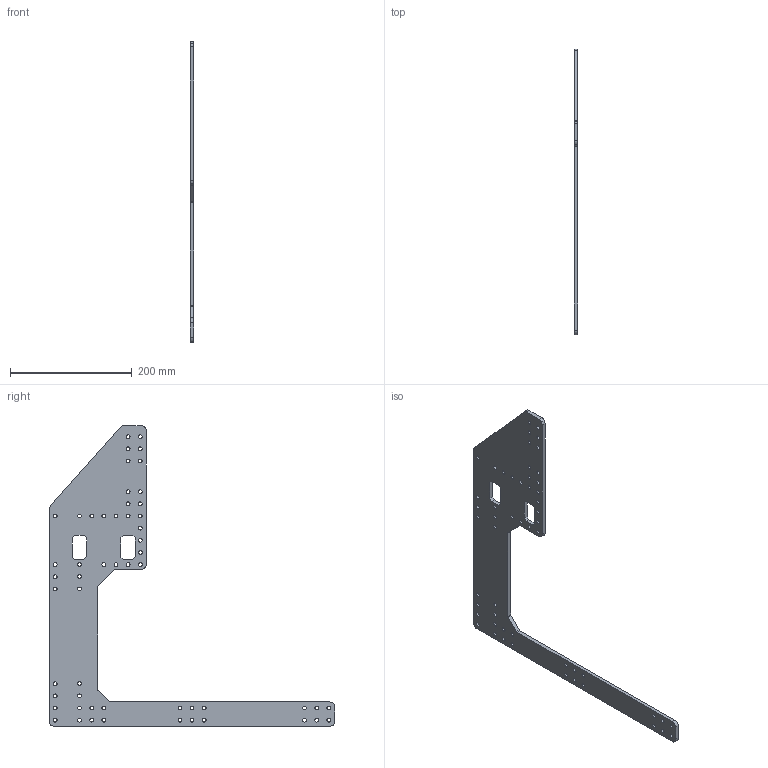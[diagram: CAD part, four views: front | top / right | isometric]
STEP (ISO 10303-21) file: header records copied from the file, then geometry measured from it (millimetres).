
FILE_DESCRIPTION(('HOOPS Exchange Step'),'2;1');
FILE_NAME('temp_export','2024-11-13T10:09:00-05:00',('mikearmstrong'),('Shapr3D Limited'),'HOOPS Exchange 2024.6','Shapr3D','Authorized');
FILE_SCHEMA( ('AP242_MANAGED_MODEL_BASED_3D_ENGINEERING_MIM_LF {1 0 10303 442 1 1 4 }') );
Length unit declared in the file: millimetre
Products named in the file (1): FMJ Mod
Bounding box: 6.3 x 469.83 x 494.5 mm (x, y, z)
Volume: 396772.8 mm3; surface area: 146472.9 mm2
Topology: 1 solids, 1 shells, 103 faces, 375 edges, 274 vertices
Faces by surface type: cylinder 74, plane 29
Full cylindrical faces by diameter (mm): 6.2 x52
Entity records: 4485 total; most frequent: DIRECTION 805, CARTESIAN_POINT 754, ORIENTED_EDGE 750, EDGE_CURVE 375, AXIS2_PLACEMENT_3D 325, VERTEX_POINT 274, CIRCLE 220, EDGE_LOOP 215
